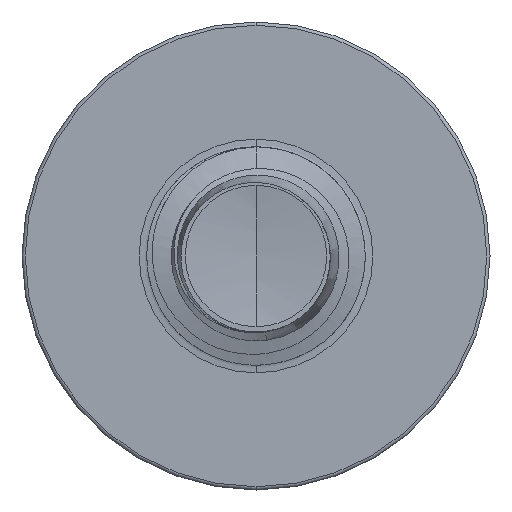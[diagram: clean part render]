
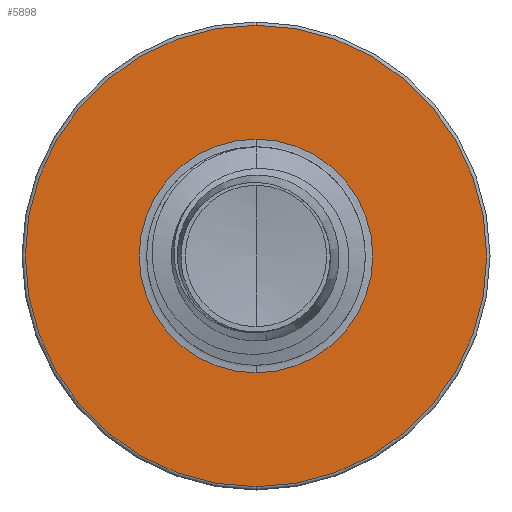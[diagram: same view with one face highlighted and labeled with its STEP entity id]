
A CAD part, front view. The second image highlights one B-rep face of the part: STEP entity #5898.
In plain terms, the highlighted planar face has unit normal (0, -1, 0).
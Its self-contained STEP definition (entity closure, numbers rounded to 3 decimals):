
#102 = AXIS2_PLACEMENT_3D ( 'NONE', #7247, #7066, #7259 ) ;
#431 = FACE_OUTER_BOUND ( 'NONE', #10124, .T. ) ;
#443 = FACE_BOUND ( 'NONE', #9896, .T. ) ;
#668 = AXIS2_PLACEMENT_3D ( 'NONE', #6593, #6581, #6579 ) ;
#953 = DIRECTION ( 'NONE',  ( 0., 0., 1. ) ) ;
#970 = DIRECTION ( 'NONE',  ( 0., 1., 0. ) ) ;
#989 = CARTESIAN_POINT ( 'NONE',  ( 0., 3.5, 0. ) ) ;
#1201 = CARTESIAN_POINT ( 'NONE',  ( 0., 3.5, -1.872 ) ) ;
#1340 = CARTESIAN_POINT ( 'NONE',  ( 0., 3.5, 3.698 ) ) ;
#1390 = CARTESIAN_POINT ( 'NONE',  ( 0., 3.5, -3.697 ) ) ;
#1726 = EDGE_CURVE ( 'NONE', #9401, #5291, #3586, .T. ) ;
#1766 = EDGE_CURVE ( 'NONE', #9089, #9072, #3543, .T. ) ;
#2116 = AXIS2_PLACEMENT_3D ( 'NONE', #6553, #6543, #6541 ) ;
#2159 = CIRCLE ( 'NONE', #2116, 3.698 ) ;
#2188 = CIRCLE ( 'NONE', #668, 1.872 ) ;
#3323 = EDGE_CURVE ( 'NONE', #5291, #9401, #2188, .T. ) ;
#3329 = EDGE_CURVE ( 'NONE', #9072, #9089, #2159, .T. ) ;
#3404 = ORIENTED_EDGE ( 'NONE', *, *, #3323, .T. ) ;
#3543 = CIRCLE ( 'NONE', #9928, 3.698 ) ;
#3586 = CIRCLE ( 'NONE', #102, 1.872 ) ;
#5291 = VERTEX_POINT ( 'NONE', #10579 ) ;
#5367 = DIRECTION ( 'NONE',  ( 0., 0., 1. ) ) ;
#5386 = DIRECTION ( 'NONE',  ( 0., 1., 0. ) ) ;
#5417 = PLANE ( 'NONE',  #10161 ) ;
#5898 = ADVANCED_FACE ( 'NONE', ( #431, #443 ), #5417, .F. ) ;
#6230 = CARTESIAN_POINT ( 'NONE',  ( 0., 3.5, -1.872 ) ) ;
#6541 = DIRECTION ( 'NONE',  ( 0., 0., 1. ) ) ;
#6543 = DIRECTION ( 'NONE',  ( 0., 1., 0. ) ) ;
#6553 = CARTESIAN_POINT ( 'NONE',  ( 0., 3.5, 0. ) ) ;
#6579 = DIRECTION ( 'NONE',  ( 0., 0., 1. ) ) ;
#6581 = DIRECTION ( 'NONE',  ( 0., 1., 0. ) ) ;
#6593 = CARTESIAN_POINT ( 'NONE',  ( 0., 3.5, 0. ) ) ;
#7066 = DIRECTION ( 'NONE',  ( 0., 1., 0. ) ) ;
#7247 = CARTESIAN_POINT ( 'NONE',  ( 0., 3.5, 0. ) ) ;
#7259 = DIRECTION ( 'NONE',  ( 0., 0., 1. ) ) ;
#7532 = ORIENTED_EDGE ( 'NONE', *, *, #1766, .F. ) ;
#8534 = ORIENTED_EDGE ( 'NONE', *, *, #1726, .T. ) ;
#9004 = ORIENTED_EDGE ( 'NONE', *, *, #3329, .F. ) ;
#9072 = VERTEX_POINT ( 'NONE', #1390 ) ;
#9089 = VERTEX_POINT ( 'NONE', #1340 ) ;
#9401 = VERTEX_POINT ( 'NONE', #1201 ) ;
#9896 = EDGE_LOOP ( 'NONE', ( #3404, #8534 ) ) ;
#9928 = AXIS2_PLACEMENT_3D ( 'NONE', #989, #970, #953 ) ;
#10124 = EDGE_LOOP ( 'NONE', ( #7532, #9004 ) ) ;
#10161 = AXIS2_PLACEMENT_3D ( 'NONE', #6230, #5386, #5367 ) ;
#10579 = CARTESIAN_POINT ( 'NONE',  ( 0., 3.5, 1.872 ) ) ;
